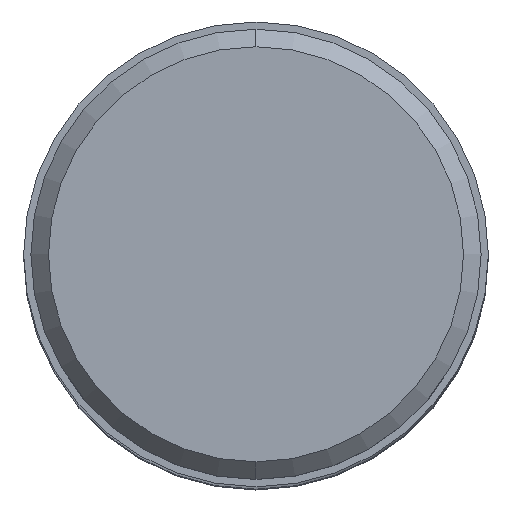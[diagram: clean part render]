
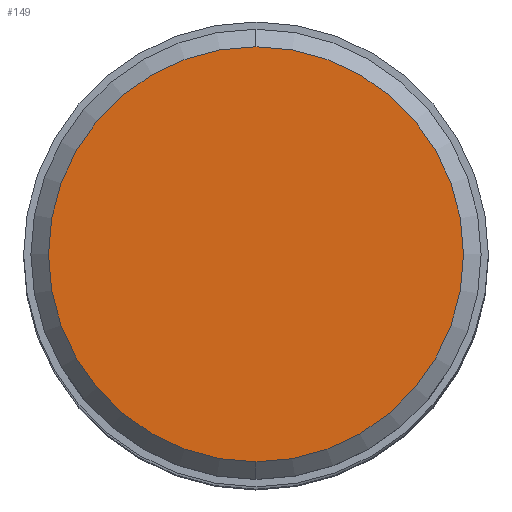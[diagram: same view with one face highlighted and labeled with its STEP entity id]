
A CAD part, top view. The second image highlights one B-rep face of the part: STEP entity #149.
In plain terms, the highlighted planar face has unit normal (0, 0, 1).
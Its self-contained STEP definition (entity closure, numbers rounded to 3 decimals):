
#29=PLANE('',#1055);
#149=ADVANCED_FACE('',(#204),#29,.F.);
#204=FACE_OUTER_BOUND('',#256,.T.);
#256=EDGE_LOOP('',(#436,#437));
#436=ORIENTED_EDGE('',*,*,#651,.F.);
#437=ORIENTED_EDGE('',*,*,#652,.F.);
#546=VERTEX_POINT('',#2580);
#547=VERTEX_POINT('',#2582);
#651=EDGE_CURVE('',#547,#546,#783,.T.);
#652=EDGE_CURVE('',#546,#547,#784,.T.);
#783=CIRCLE('',#1052,14.175);
#784=CIRCLE('',#1054,14.175);
#1052=AXIS2_PLACEMENT_3D('',#2583,#1302,#1303);
#1054=AXIS2_PLACEMENT_3D('',#2585,#1306,#1307);
#1055=AXIS2_PLACEMENT_3D('',#2586,#1308,#1309);
#1302=DIRECTION('',(0.,0.,-1.));
#1303=DIRECTION('',(0.,-1.,0.));
#1306=DIRECTION('',(0.,0.,-1.));
#1307=DIRECTION('',(0.,1.,0.));
#1308=DIRECTION('',(0.,0.,-1.));
#1309=DIRECTION('',(-1.,0.,0.));
#2580=CARTESIAN_POINT('',(0.,14.175,0.));
#2582=CARTESIAN_POINT('',(0.,-14.175,0.));
#2583=CARTESIAN_POINT('',(0.,0.,0.));
#2585=CARTESIAN_POINT('',(0.,0.,0.));
#2586=CARTESIAN_POINT('',(0.,0.,0.));
